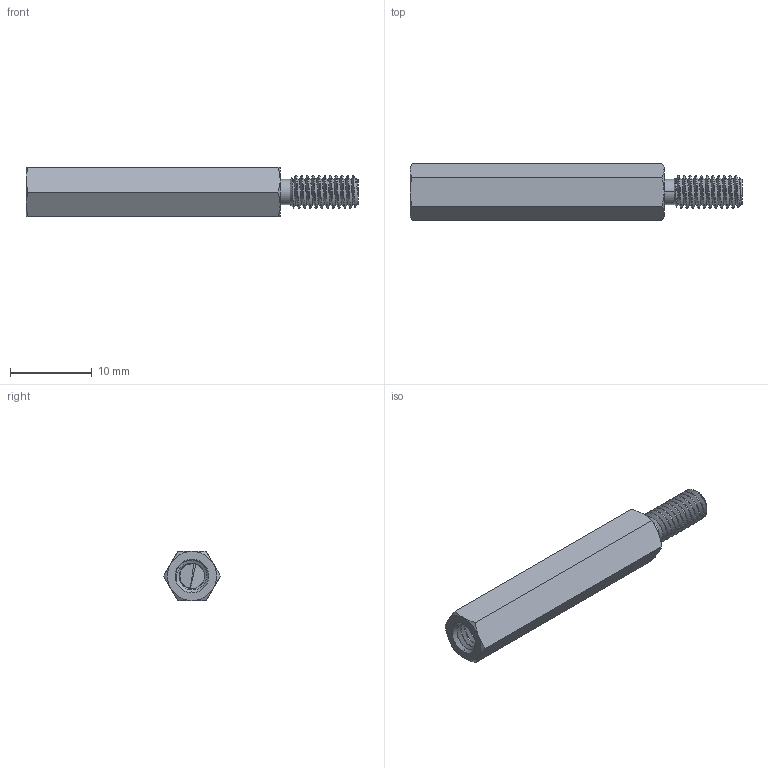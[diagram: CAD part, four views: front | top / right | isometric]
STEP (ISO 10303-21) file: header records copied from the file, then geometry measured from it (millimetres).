
FILE_DESCRIPTION (( 'STEP AP203' ), '1' );
FILE_NAME ('95783A039.step', '2016-11-04T15:35:52', ( '' ), ( '' ), 'SwSTEP 2.0', 'SolidWorks 2010', '' );
FILE_SCHEMA (( 'CONFIG_CONTROL_DESIGN' ));
Length unit declared in the file: millimetre
Products named in the file (1): 95783A039
Bounding box: 40.5 x 6.93 x 6 mm (x, y, z)
Volume: 918.4 mm3; surface area: 1075.1 mm2
Topology: 1 solids, 1 shells, 90 faces, 245 edges, 159 vertices
Faces by surface type: cylinder 55, cone 19, plane 10, bspline 6
Entity records: 6460 total; most frequent: CARTESIAN_POINT 4526, ORIENTED_EDGE 494, DIRECTION 284, EDGE_CURVE 247, VERTEX_POINT 161, AXIS2_PLACEMENT_3D 108, EDGE_LOOP 92, ADVANCED_FACE 90
